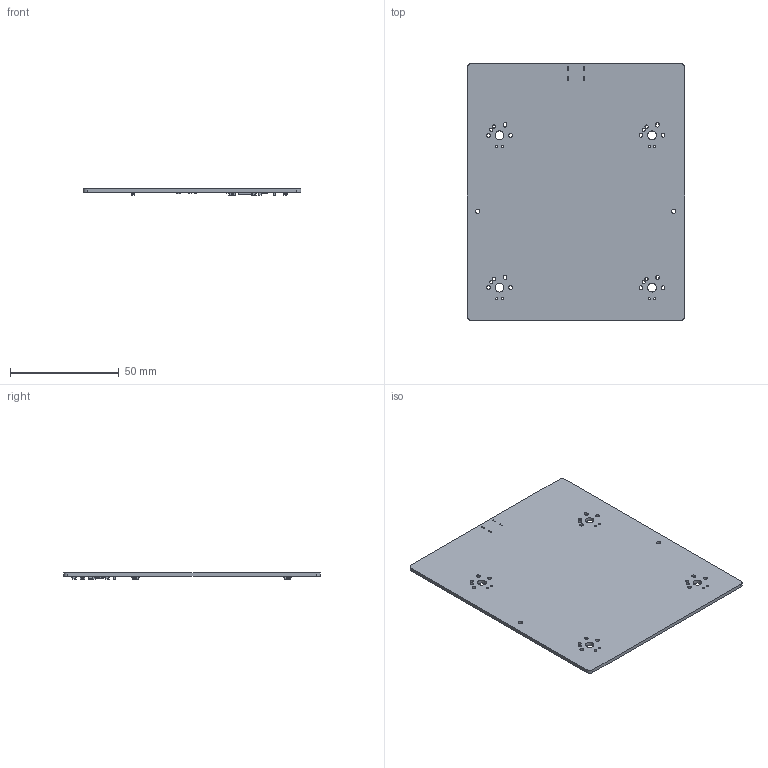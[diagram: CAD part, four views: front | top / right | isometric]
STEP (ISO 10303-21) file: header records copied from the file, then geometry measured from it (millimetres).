
FILE_DESCRIPTION(('KiCad electronic assembly'),'2;1');
FILE_NAME('BigKeysPCB.step','2022-11-11T20:14:30',('Pcbnew'),('Kicad'), 'Open CASCADE STEP processor 7.6','KiCad to STEP converter','Unknown' );
FILE_SCHEMA(('AUTOMOTIVE_DESIGN { 1 0 10303 214 1 1 1 1 }'));
Length unit declared in the file: millimetre
Products named in the file (14): BigKeysPCB 1; C_0805_2012Metric; SOLID; R_0805_2012Metric; Crystal_SMD_3225-4Pin_3.2x2.5mm; D_SOD-123; QFN-44-1EP_7x7mm_P0.5mm_EP5.2x5.2mm; Fuse_1206_3216Metric; BigKeysPCB PCB
Assembly tree (25 placements, depth 3):
  BigKeysPCB 1
    C_0805_2012Metric  x7
      SOLID
    R_0805_2012Metric  x4
      SOLID
    Crystal_SMD_3225-4Pin_3.2x2.5mm
      SOLID
    D_SOD-123  x4
      SOLID
    QFN-44-1EP_7x7mm_P0.5mm_EP5.2x5.2mm
      SOLID
    Fuse_1206_3216Metric
      SOLID
    BigKeysPCB PCB
Bounding box: 100 x 118 x 2.9 mm (x, y, z)
Volume: 18798.9 mm3; surface area: 24772.9 mm2
Topology: 19 solids, 19 shells, 972 faces, 2572 edges, 1660 vertices
Faces by surface type: bspline 900, cylinder 58, plane 14
Full cylindrical faces by diameter (mm): 1.04 x8, 1.47 x8, 1.75 x8, 2 x2, 3.988 x4
Entity records: 36284 total; most frequent: CARTESIAN_POINT 12398, B_SPLINE_CURVE_WITH_KNOTS 3594, ORIENTED_EDGE 2936, PCURVE 2936, DEFINITIONAL_REPRESENTATION 2936, EDGE_CURVE 1468, SURFACE_CURVE 1437, VERTEX_POINT 964
